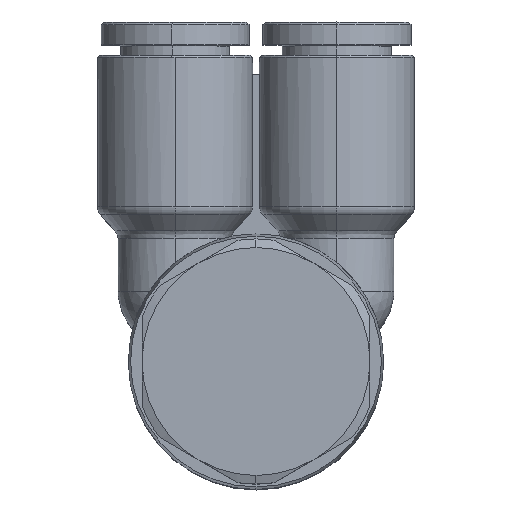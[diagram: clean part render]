
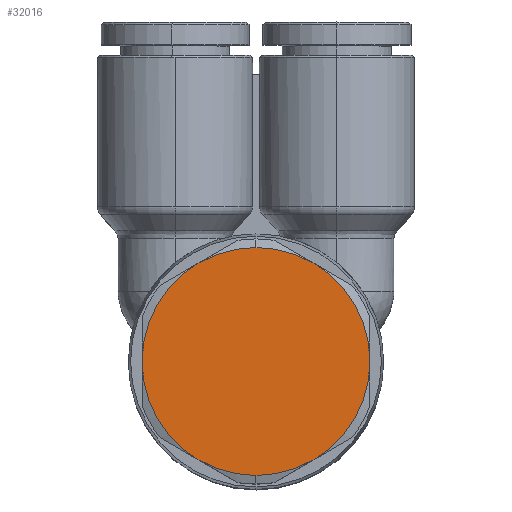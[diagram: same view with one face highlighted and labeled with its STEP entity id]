
A CAD part, top view. The second image highlights one B-rep face of the part: STEP entity #32016.
In plain terms, the highlighted planar face has unit normal (0, 0, 1).
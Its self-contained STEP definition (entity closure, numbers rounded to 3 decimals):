
#3343=CARTESIAN_POINT('',(16.2,7.1,14.5));
#3344=VERTEX_POINT('',#3343);
#3353=CARTESIAN_POINT('',(14.86,2.1,14.5));
#3354=VERTEX_POINT('',#3353);
#3355=CARTESIAN_POINT('',(6.2,7.1,14.5));
#3356=DIRECTION('',(0.0,0.0,1.0));
#3357=DIRECTION('',(-1.0,0.0,0.0));
#3358=AXIS2_PLACEMENT_3D('',#3355,#3356,#3357);
#3359=CIRCLE('',#3358,10.);
#3360=EDGE_CURVE('',#3354,#3344,#3359,.T.);
#3394=CARTESIAN_POINT('',(-3.8,7.1,14.5));
#3395=VERTEX_POINT('',#3394);
#3411=CARTESIAN_POINT('',(-2.46,2.1,14.5));
#3412=VERTEX_POINT('',#3411);
#3426=CARTESIAN_POINT('',(6.2,7.1,14.5));
#3427=DIRECTION('',(0.0,0.0,1.0));
#3428=DIRECTION('',(-1.0,0.0,0.0));
#3429=AXIS2_PLACEMENT_3D('',#3426,#3427,#3428);
#3430=CIRCLE('',#3429,10.);
#3431=EDGE_CURVE('',#3395,#3412,#3430,.T.);
#31579=CARTESIAN_POINT('',(14.86,12.1,14.5));
#31580=VERTEX_POINT('',#31579);
#31653=CARTESIAN_POINT('',(6.2,-2.9,14.5));
#31654=VERTEX_POINT('',#31653);
#31697=CARTESIAN_POINT('',(-2.46,12.1,14.5));
#31698=VERTEX_POINT('',#31697);
#31699=CARTESIAN_POINT('',(6.2,7.1,14.5));
#31700=DIRECTION('',(0.0,0.0,1.0));
#31701=DIRECTION('',(-1.0,0.0,0.0));
#31702=AXIS2_PLACEMENT_3D('',#31699,#31700,#31701);
#31703=CIRCLE('',#31702,10.);
#31704=EDGE_CURVE('',#31698,#3395,#31703,.T.);
#31772=CARTESIAN_POINT('',(6.2,17.1,14.5));
#31773=VERTEX_POINT('',#31772);
#31774=CARTESIAN_POINT('',(6.2,7.1,14.5));
#31775=DIRECTION('',(0.0,0.0,1.0));
#31776=DIRECTION('',(-1.0,0.0,0.0));
#31777=AXIS2_PLACEMENT_3D('',#31774,#31775,#31776);
#31778=CIRCLE('',#31777,10.);
#31779=EDGE_CURVE('',#31773,#31698,#31778,.T.);
#31816=CARTESIAN_POINT('',(6.2,7.1,14.5));
#31817=DIRECTION('',(0.0,0.0,1.0));
#31818=DIRECTION('',(-1.0,0.0,0.0));
#31819=AXIS2_PLACEMENT_3D('',#31816,#31817,#31818);
#31820=CIRCLE('',#31819,10.);
#31821=EDGE_CURVE('',#31580,#31773,#31820,.T.);
#31835=CARTESIAN_POINT('',(6.2,7.1,14.5));
#31836=DIRECTION('',(0.0,0.0,1.0));
#31837=DIRECTION('',(-1.0,0.0,0.0));
#31838=AXIS2_PLACEMENT_3D('',#31835,#31836,#31837);
#31839=CIRCLE('',#31838,10.);
#31840=EDGE_CURVE('',#3344,#31580,#31839,.T.);
#31852=CARTESIAN_POINT('',(6.2,7.1,14.5));
#31853=DIRECTION('',(0.0,0.0,1.0));
#31854=DIRECTION('',(-1.0,0.0,0.0));
#31855=AXIS2_PLACEMENT_3D('',#31852,#31853,#31854);
#31856=CIRCLE('',#31855,10.);
#31857=EDGE_CURVE('',#31654,#3354,#31856,.T.);
#31870=CARTESIAN_POINT('',(6.2,7.1,14.5));
#31871=DIRECTION('',(0.0,0.0,1.0));
#31872=DIRECTION('',(-1.0,0.0,0.0));
#31873=AXIS2_PLACEMENT_3D('',#31870,#31871,#31872);
#31874=CIRCLE('',#31873,10.);
#31875=EDGE_CURVE('',#3412,#31654,#31874,.T.);
#32001=CARTESIAN_POINT('',(1.65,7.1,14.5));
#32002=DIRECTION('',(0.0,0.0,1.0));
#32003=DIRECTION('',(-1.0,0.0,0.0));
#32004=AXIS2_PLACEMENT_3D('',#32001,#32002,#32003);
#32005=PLANE('',#32004);
#32006=ORIENTED_EDGE('',*,*,#31875,.T.);
#32007=ORIENTED_EDGE('',*,*,#31857,.T.);
#32008=ORIENTED_EDGE('',*,*,#3360,.T.);
#32009=ORIENTED_EDGE('',*,*,#31840,.T.);
#32010=ORIENTED_EDGE('',*,*,#31821,.T.);
#32011=ORIENTED_EDGE('',*,*,#31779,.T.);
#32012=ORIENTED_EDGE('',*,*,#31704,.T.);
#32013=ORIENTED_EDGE('',*,*,#3431,.T.);
#32014=EDGE_LOOP('',(#32006,#32007,#32008,#32009,#32010,#32011,#32012,#32013));
#32015=FACE_OUTER_BOUND('',#32014,.T.);
#32016=ADVANCED_FACE('',(#32015),#32005,.T.);
